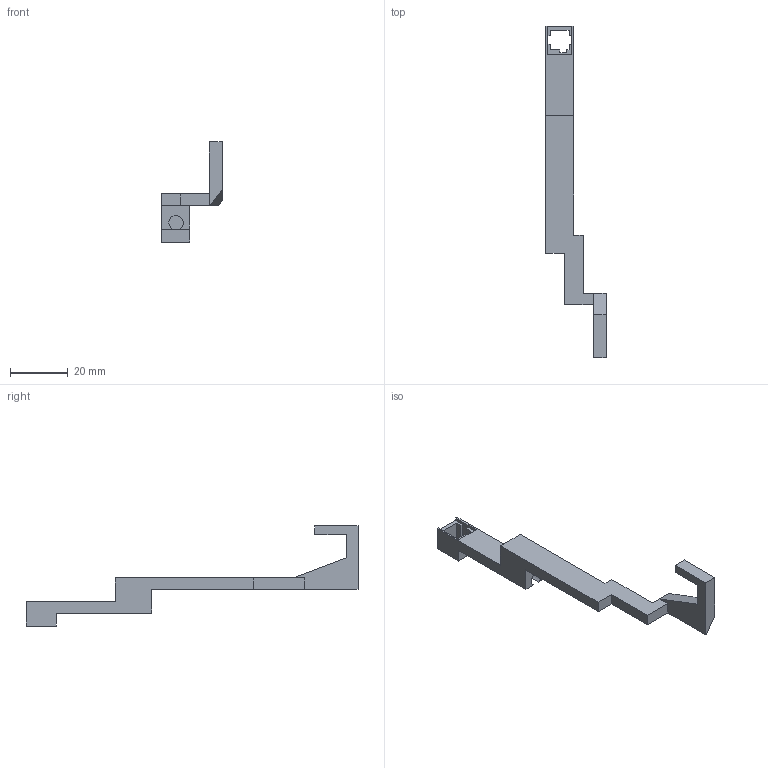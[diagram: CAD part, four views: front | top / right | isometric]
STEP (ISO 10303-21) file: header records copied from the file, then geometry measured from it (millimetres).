
FILE_DESCRIPTION(('FreeCAD Model'),'2;1');
FILE_NAME('Open CASCADE Shape Model','2023-11-11T11:24:47',(''),(''), 'Open CASCADE STEP processor 7.6','FreeCAD','Unknown');
FILE_SCHEMA(('AUTOMOTIVE_DESIGN { 1 0 10303 214 1 1 1 1 }'));
Length unit declared in the file: millimetre
Products named in the file (1): Apextrooper slamfire connector 2C
Bounding box: 21 x 115 x 34.7 mm (x, y, z)
Volume: 5518.2 mm3; surface area: 4429.7 mm2
Topology: 1 solids, 1 shells, 48 faces, 139 edges, 93 vertices
Faces by surface type: plane 46, bspline 1, cylinder 1
Entity records: 3493 total; most frequent: CARTESIAN_POINT 691, DIRECTION 506, LINE 400, VECTOR 400, ORIENTED_EDGE 278, PCURVE 278, DEFINITIONAL_REPRESENTATION 278, EDGE_CURVE 139
